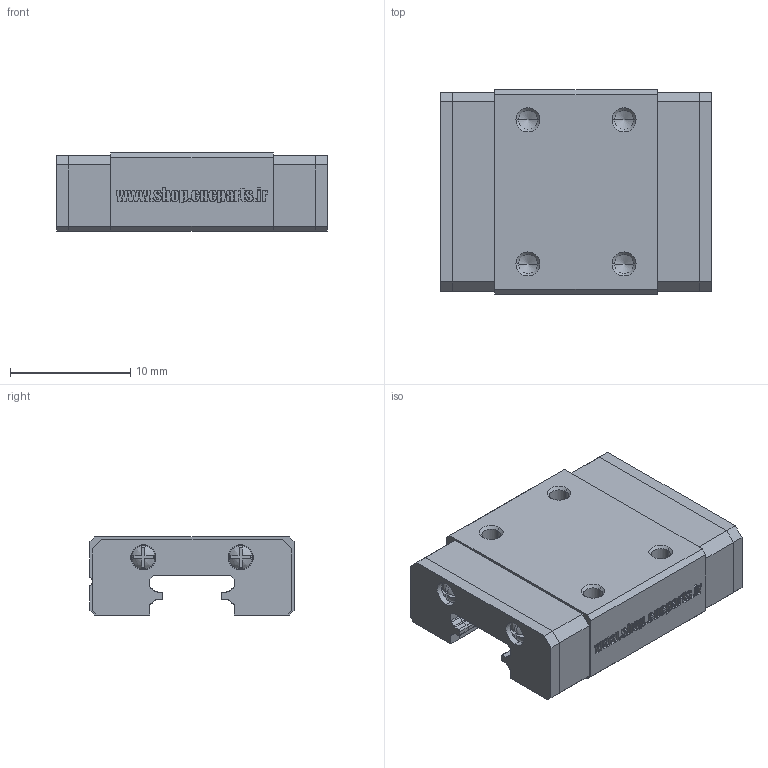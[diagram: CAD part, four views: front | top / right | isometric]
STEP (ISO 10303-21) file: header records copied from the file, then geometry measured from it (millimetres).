
FILE_DESCRIPTION (( 'STEP AP214' ), '1' );
FILE_NAME ('MGN7.STEP', '2025-10-21T07:32:37', ( '' ), ( '' ), 'SwSTEP 2.0', 'SolidWorks 2024', '' );
FILE_SCHEMA (( 'AUTOMOTIVE_DESIGN' ));
Length unit declared in the file: millimetre
Products named in the file (1): MGN7
Bounding box: 22.5 x 17 x 6.5 mm (x, y, z)
Volume: 1907.3 mm3; surface area: 2221.5 mm2
Topology: 9 solids, 9 shells, 599 faces, 1626 edges, 1072 vertices
Faces by surface type: plane 349, bspline 113, cylinder 105, cone 32
Entity records: 24623 total; most frequent: CARTESIAN_POINT 10067, ORIENTED_EDGE 3236, DIRECTION 2584, EDGE_CURVE 1618, VECTOR 1094, LINE 1094, VERTEX_POINT 1072, AXIS2_PLACEMENT_3D 745
